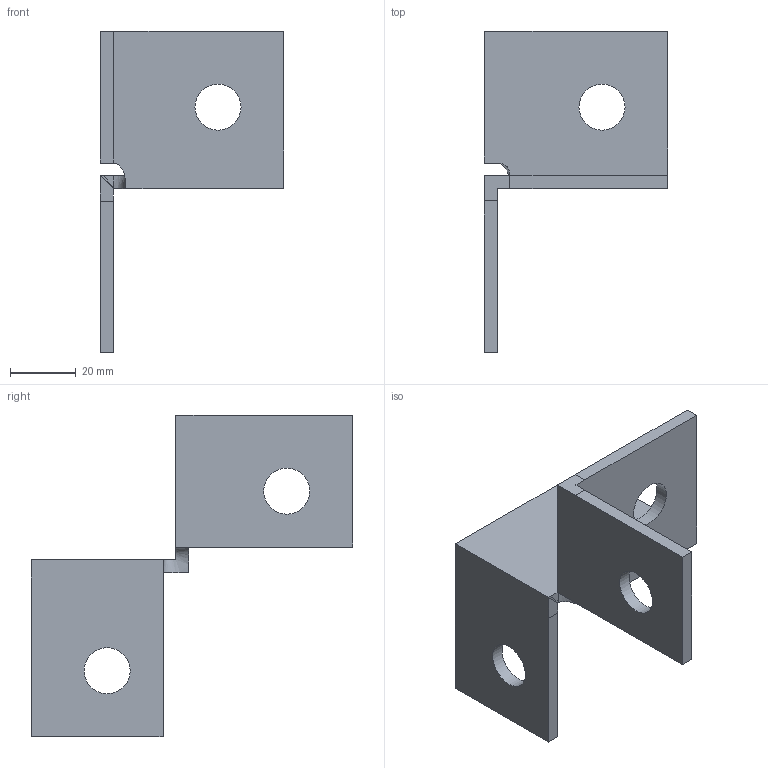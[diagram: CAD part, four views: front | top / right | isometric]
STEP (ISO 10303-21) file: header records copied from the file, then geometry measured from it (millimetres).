
FILE_DESCRIPTION(/* description */ (''),/* implementation_level */ '2;1');
FILE_NAME(/* name */ '2USG2.ipt.stp',/* time_stamp */ '2023-05-17T09:46:53+03:00',/* author */ ('Ртищев А.О.'),/* organization */ (''),/* preprocessor_version */ 'ST-DEVELOPER v19.2',/* originating_system */ 'Autodesk Inventor 2023',/* authorisation */ '');
FILE_SCHEMA (('AUTOMOTIVE_DESIGN { 1 0 10303 214 3 1 1 }'));
Length unit declared in the file: millimetre
Products named in the file (1): Пластина угловая 
двойная усиленная,
 2USG4
Bounding box: 55.81 x 97.62 x 97.62 mm (x, y, z)
Volume: 33601.8 mm3; surface area: 19529.3 mm2
Topology: 1 solids, 1 shells, 34 faces, 90 edges, 58 vertices
Faces by surface type: plane 27, cylinder 4, bspline 3
Full cylindrical faces by diameter (mm): 14 x4
Entity records: 2527 total; most frequent: CARTESIAN_POINT 1648, ORIENTED_EDGE 180, DIRECTION 151, EDGE_CURVE 90, LINE 71, VECTOR 71, VERTEX_POINT 58, EDGE_LOOP 42
